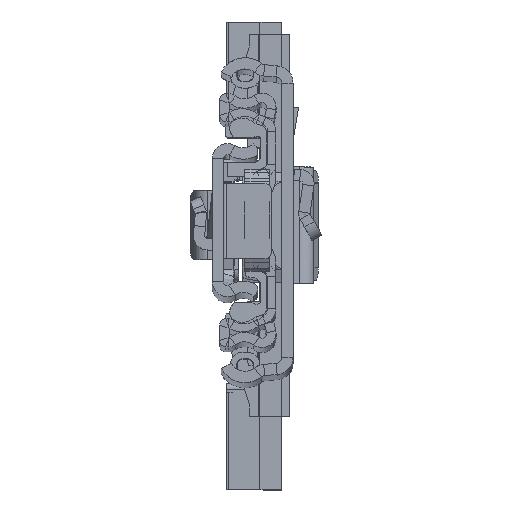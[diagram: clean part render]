
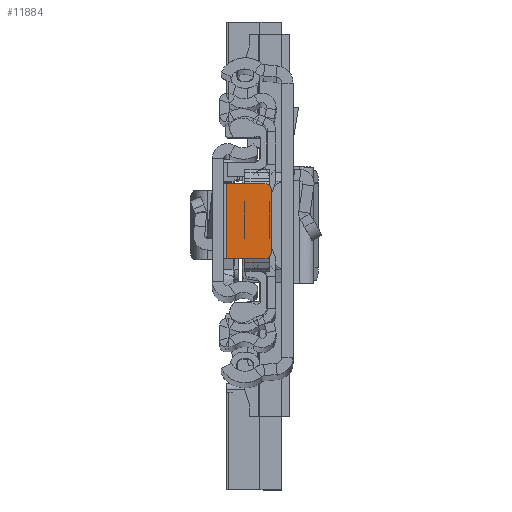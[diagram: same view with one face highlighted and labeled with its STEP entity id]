
A CAD part, top view. The second image highlights one B-rep face of the part: STEP entity #11884.
In plain terms, the highlighted planar face has unit normal (0, 0, 1).
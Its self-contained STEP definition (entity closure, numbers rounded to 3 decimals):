
#931 = EDGE_CURVE ( 'NONE', #4131, #10454, #36098, .T. ) ;
#1768 = CARTESIAN_POINT ( 'NONE',  ( -9.4, 5.151, -6.8 ) ) ;
#3104 = VECTOR ( 'NONE', #30027, 1000. ) ;
#4131 = VERTEX_POINT ( 'NONE', #37513 ) ;
#4388 = CARTESIAN_POINT ( 'NONE',  ( -8.4, 5.151, -6.8 ) ) ;
#4865 = VERTEX_POINT ( 'NONE', #32079 ) ;
#7293 = LINE ( 'NONE', #10853, #18264 ) ;
#7947 = DIRECTION ( 'NONE',  ( 0., 0., 1. ) ) ;
#8746 = DIRECTION ( 'NONE',  ( 1., 0., 0. ) ) ;
#10300 = ORIENTED_EDGE ( 'NONE', *, *, #27503, .F. ) ;
#10454 = VERTEX_POINT ( 'NONE', #15656 ) ;
#10512 = DIRECTION ( 'NONE',  ( 1., 0., 0. ) ) ;
#10570 = VERTEX_POINT ( 'NONE', #33742 ) ;
#10634 = ORIENTED_EDGE ( 'NONE', *, *, #31017, .F. ) ;
#10853 = CARTESIAN_POINT ( 'NONE',  ( -9.4, 6.151, -6.8 ) ) ;
#11884 = ADVANCED_FACE ( 'NONE', ( #23120 ), #29409, .T. ) ;
#12542 = EDGE_CURVE ( 'NONE', #30543, #4131, #15028, .T. ) ;
#13204 = DIRECTION ( 'NONE',  ( 0., 1., 0. ) ) ;
#14273 = DIRECTION ( 'NONE',  ( 1., 0., 0. ) ) ;
#15028 = LINE ( 'NONE', #17396, #22335 ) ;
#15656 = CARTESIAN_POINT ( 'NONE',  ( -2.3, -5.849, -6.8 ) ) ;
#17180 = DIRECTION ( 'NONE',  ( 1., 0., 0. ) ) ;
#17396 = CARTESIAN_POINT ( 'NONE',  ( -1.8, 6.151, -6.8 ) ) ;
#18264 = VECTOR ( 'NONE', #13204, 1000. ) ;
#18866 = VERTEX_POINT ( 'NONE', #1768 ) ;
#19303 = ORIENTED_EDGE ( 'NONE', *, *, #27792, .T. ) ;
#19722 = AXIS2_PLACEMENT_3D ( 'NONE', #37684, #32573, #14273 ) ;
#19996 = DIRECTION ( 'NONE',  ( -1., 0., 0. ) ) ;
#22335 = VECTOR ( 'NONE', #8746, 1000. ) ;
#22926 = CARTESIAN_POINT ( 'NONE',  ( 0., 0., -6.8 ) ) ;
#23120 = FACE_OUTER_BOUND ( 'NONE', #29422, .T. ) ;
#23621 = EDGE_CURVE ( 'NONE', #4865, #10570, #36667, .T. ) ;
#24302 = VECTOR ( 'NONE', #19996, 1000. ) ;
#25530 = CARTESIAN_POINT ( 'NONE',  ( -9.4, -5.849, -6.8 ) ) ;
#27503 = EDGE_CURVE ( 'NONE', #10454, #10570, #29072, .T. ) ;
#27792 = EDGE_CURVE ( 'NONE', #30543, #18866, #36220, .T. ) ;
#29072 = LINE ( 'NONE', #25530, #24302 ) ;
#29409 = PLANE ( 'NONE',  #38680 ) ;
#29422 = EDGE_LOOP ( 'NONE', ( #10634, #29867, #10300, #37501, #37923, #19303 ) ) ;
#29867 = ORIENTED_EDGE ( 'NONE', *, *, #23621, .T. ) ;
#30027 = DIRECTION ( 'NONE',  ( 0., -1., 0. ) ) ;
#30543 = VERTEX_POINT ( 'NONE', #34488 ) ;
#31017 = EDGE_CURVE ( 'NONE', #4865, #18866, #7293, .T. ) ;
#32079 = CARTESIAN_POINT ( 'NONE',  ( -9.4, -4.849, -6.8 ) ) ;
#32573 = DIRECTION ( 'NONE',  ( 0., 0., 1. ) ) ;
#33080 = AXIS2_PLACEMENT_3D ( 'NONE', #4388, #37649, #10512 ) ;
#33742 = CARTESIAN_POINT ( 'NONE',  ( -8.4, -5.849, -6.8 ) ) ;
#34488 = CARTESIAN_POINT ( 'NONE',  ( -8.4, 6.151, -6.8 ) ) ;
#35532 = CARTESIAN_POINT ( 'NONE',  ( -2.3, 6.151, -6.8 ) ) ;
#36098 = LINE ( 'NONE', #35532, #3104 ) ;
#36220 = CIRCLE ( 'NONE', #33080, 1. ) ;
#36667 = CIRCLE ( 'NONE', #19722, 1. ) ;
#37501 = ORIENTED_EDGE ( 'NONE', *, *, #931, .F. ) ;
#37513 = CARTESIAN_POINT ( 'NONE',  ( -2.3, 6.151, -6.8 ) ) ;
#37649 = DIRECTION ( 'NONE',  ( 0., 0., 1. ) ) ;
#37684 = CARTESIAN_POINT ( 'NONE',  ( -8.4, -4.849, -6.8 ) ) ;
#37923 = ORIENTED_EDGE ( 'NONE', *, *, #12542, .F. ) ;
#38680 = AXIS2_PLACEMENT_3D ( 'NONE', #22926, #7947, #17180 ) ;
